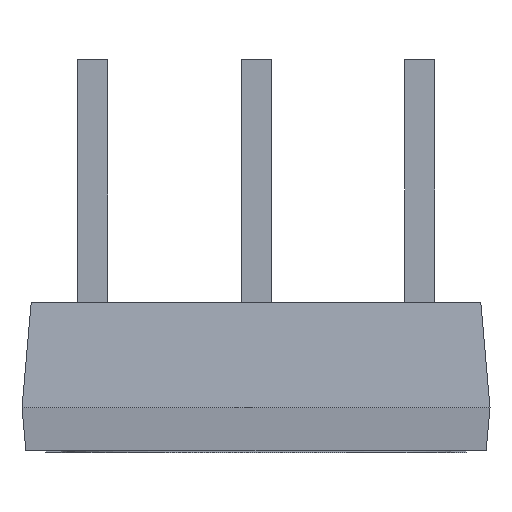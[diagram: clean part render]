
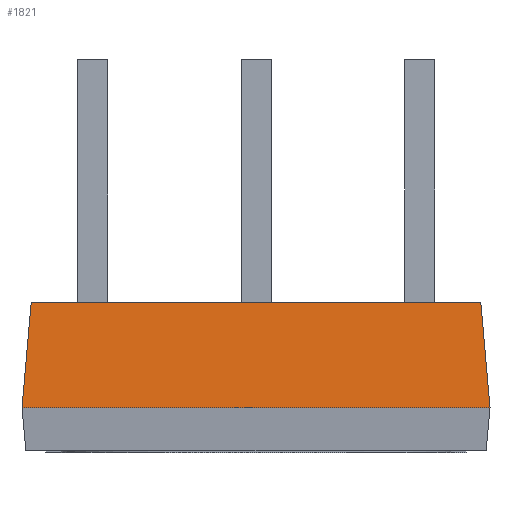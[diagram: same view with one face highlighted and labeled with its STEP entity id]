
A CAD part, left-side view. The second image highlights one B-rep face of the part: STEP entity #1821.
In plain terms, the highlighted planar face has unit normal (-0.996, 0, 0.087).
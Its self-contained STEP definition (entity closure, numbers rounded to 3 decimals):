
#145=FACE_OUTER_BOUND('',#250,.T.);
#250=EDGE_LOOP('',(#1382,#1383,#1384,#1385));
#393=LINE('',#2759,#588);
#435=LINE('',#2901,#630);
#436=LINE('',#2903,#631);
#437=LINE('',#2904,#632);
#588=VECTOR('',#2228,1.);
#630=VECTOR('',#2324,1.);
#631=VECTOR('',#2327,1.);
#632=VECTOR('',#2328,1.);
#768=VERTEX_POINT('',#2756);
#769=VERTEX_POINT('',#2758);
#789=VERTEX_POINT('',#2824);
#816=VERTEX_POINT('',#2881);
#967=EDGE_CURVE('',#768,#769,#393,.T.);
#1027=EDGE_CURVE('',#816,#768,#435,.T.);
#1028=EDGE_CURVE('',#816,#789,#436,.T.);
#1029=EDGE_CURVE('',#789,#769,#437,.T.);
#1382=ORIENTED_EDGE('',*,*,#1028,.T.);
#1383=ORIENTED_EDGE('',*,*,#1029,.T.);
#1384=ORIENTED_EDGE('',*,*,#967,.F.);
#1385=ORIENTED_EDGE('',*,*,#1027,.F.);
#1650=PLANE('',#1964);
#1821=ADVANCED_FACE('',(#145),#1650,.T.);
#1964=AXIS2_PLACEMENT_3D('',#2902,#2325,#2326);
#2228=DIRECTION('',(0.,-1.,0.));
#2324=DIRECTION('',(0.087,-0.087,0.992));
#2325=DIRECTION('center_axis',(-0.996,0.,0.087));
#2326=DIRECTION('ref_axis',(0.,-1.,0.));
#2327=DIRECTION('',(0.,-1.,0.));
#2328=DIRECTION('',(0.087,0.087,0.992));
#2756=CARTESIAN_POINT('',(-4.994,7.494,5.));
#2758=CARTESIAN_POINT('',(-4.994,-7.494,5.));
#2759=CARTESIAN_POINT('',(-4.994,7.494,5.));
#2824=CARTESIAN_POINT('',(-5.3,-7.8,1.5));
#2881=CARTESIAN_POINT('',(-5.3,7.8,1.5));
#2901=CARTESIAN_POINT('',(-5.3,7.8,1.5));
#2902=CARTESIAN_POINT('Origin',(-5.3,7.8,1.5));
#2903=CARTESIAN_POINT('',(-5.3,7.8,1.5));
#2904=CARTESIAN_POINT('',(-5.3,-7.8,1.5));
